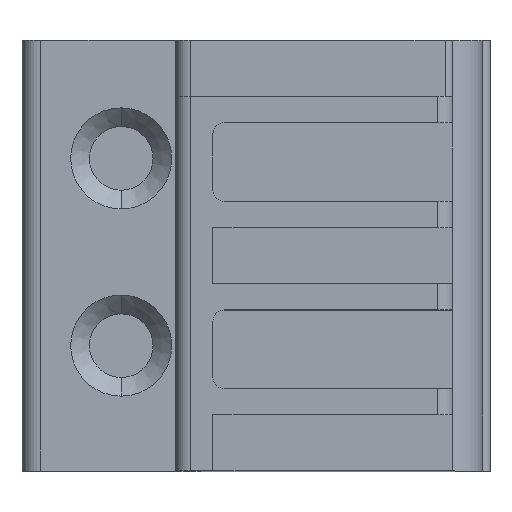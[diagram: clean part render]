
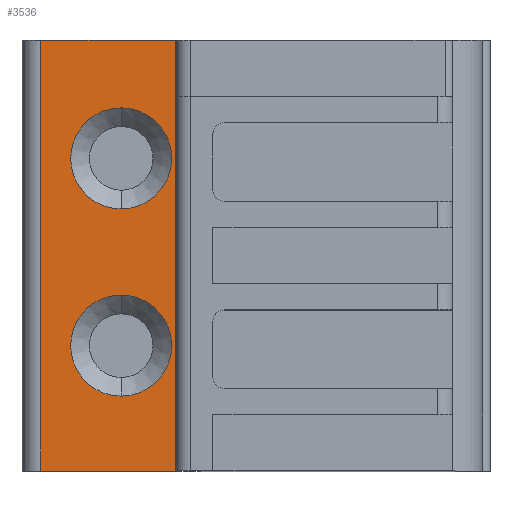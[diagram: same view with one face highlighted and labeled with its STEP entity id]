
A CAD part, top view. The second image highlights one B-rep face of the part: STEP entity #3536.
In plain terms, the highlighted planar face has unit normal (0, 0, 1).
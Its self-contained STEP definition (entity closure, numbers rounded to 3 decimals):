
#41=DIRECTION('',(0.,1.,0.));
#42=VECTOR('',#41,11.5);
#43=CARTESIAN_POINT('',(-2.15,-10.,3.3));
#44=LINE('',#43,#42);
#374=DIRECTION('',(1.,0.,0.));
#375=VECTOR('',#374,3.6);
#376=CARTESIAN_POINT('',(-5.75,1.5,3.3));
#377=LINE('',#376,#375);
#1023=DIRECTION('',(1.,0.,0.));
#1024=VECTOR('',#1023,3.6);
#1025=CARTESIAN_POINT('',(-5.75,-10.,3.3));
#1026=LINE('',#1025,#1024);
#1317=CARTESIAN_POINT('',(-3.6,-1.65,3.3));
#1318=DIRECTION('',(0.,0.,-1.));
#1319=DIRECTION('',(0.,-1.,0.));
#1320=AXIS2_PLACEMENT_3D('',#1317,#1318,#1319);
#1322=CARTESIAN_POINT('',(-3.6,-1.65,3.3));
#1323=DIRECTION('',(0.,0.,-1.));
#1324=DIRECTION('',(0.,1.,0.));
#1325=AXIS2_PLACEMENT_3D('',#1322,#1323,#1324);
#1327=CARTESIAN_POINT('',(-3.6,-6.65,3.3));
#1328=DIRECTION('',(0.,0.,-1.));
#1329=DIRECTION('',(0.,-1.,0.));
#1330=AXIS2_PLACEMENT_3D('',#1327,#1328,#1329);
#1332=CARTESIAN_POINT('',(-3.6,-6.65,3.3));
#1333=DIRECTION('',(0.,0.,-1.));
#1334=DIRECTION('',(0.,1.,0.));
#1335=AXIS2_PLACEMENT_3D('',#1332,#1333,#1334);
#1337=DIRECTION('',(0.,1.,0.));
#1338=VECTOR('',#1337,11.5);
#1339=CARTESIAN_POINT('',(-5.75,-10.,3.3));
#1340=LINE('',#1339,#1338);
#1491=CARTESIAN_POINT('',(-5.75,-10.,3.3));
#1492=VERTEX_POINT('',#1491);
#1493=CARTESIAN_POINT('',(-2.15,-10.,3.3));
#1494=VERTEX_POINT('',#1493);
#1743=CARTESIAN_POINT('',(-3.6,-3.,3.3));
#1744=CARTESIAN_POINT('',(-3.6,-0.3,3.3));
#1745=VERTEX_POINT('',#1743);
#1746=VERTEX_POINT('',#1744);
#1751=CARTESIAN_POINT('',(-3.6,-8.,3.3));
#1752=CARTESIAN_POINT('',(-3.6,-5.3,3.3));
#1753=VERTEX_POINT('',#1751);
#1754=VERTEX_POINT('',#1752);
#1801=CARTESIAN_POINT('',(-5.75,1.5,3.3));
#1802=VERTEX_POINT('',#1801);
#1803=CARTESIAN_POINT('',(-2.15,1.5,3.3));
#1804=VERTEX_POINT('',#1803);
#3513=CARTESIAN_POINT('',(-5.75,0.,3.3));
#3514=DIRECTION('',(0.,0.,1.));
#3515=DIRECTION('',(1.,0.,0.));
#3516=AXIS2_PLACEMENT_3D('',#3513,#3514,#3515);
#3517=PLANE('',#3516);
#3518=ORIENTED_EDGE('',*,*,#3507,.T.);
#3519=ORIENTED_EDGE('',*,*,#2246,.T.);
#3520=ORIENTED_EDGE('',*,*,#1905,.F.);
#3521=ORIENTED_EDGE('',*,*,#2897,.F.);
#3522=EDGE_LOOP('',(#3518,#3519,#3520,#3521));
#3523=FACE_OUTER_BOUND('',#3522,.F.);
#3525=ORIENTED_EDGE('',*,*,#3524,.F.);
#3527=ORIENTED_EDGE('',*,*,#3526,.F.);
#3528=EDGE_LOOP('',(#3525,#3527));
#3529=FACE_BOUND('',#3528,.F.);
#3531=ORIENTED_EDGE('',*,*,#3530,.F.);
#3533=ORIENTED_EDGE('',*,*,#3532,.F.);
#3534=EDGE_LOOP('',(#3531,#3533));
#3535=FACE_BOUND('',#3534,.F.);
#3536=ADVANCED_FACE('',(#3523,#3529,#3535),#3517,.T.);
#1321=CIRCLE('',#1320,1.35);
#1326=CIRCLE('',#1325,1.35);
#1331=CIRCLE('',#1330,1.35);
#1336=CIRCLE('',#1335,1.35);
#1905=EDGE_CURVE('',#1494,#1804,#44,.T.);
#2246=EDGE_CURVE('',#1802,#1804,#377,.T.);
#2897=EDGE_CURVE('',#1492,#1494,#1026,.T.);
#3507=EDGE_CURVE('',#1492,#1802,#1340,.T.);
#3524=EDGE_CURVE('',#1753,#1754,#1331,.T.);
#3526=EDGE_CURVE('',#1754,#1753,#1336,.T.);
#3530=EDGE_CURVE('',#1745,#1746,#1321,.T.);
#3532=EDGE_CURVE('',#1746,#1745,#1326,.T.);
